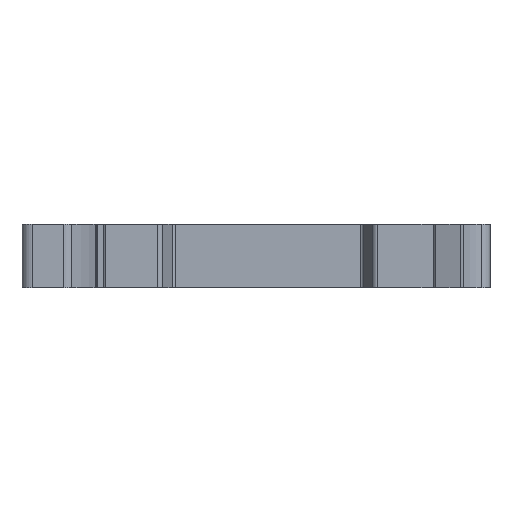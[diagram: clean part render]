
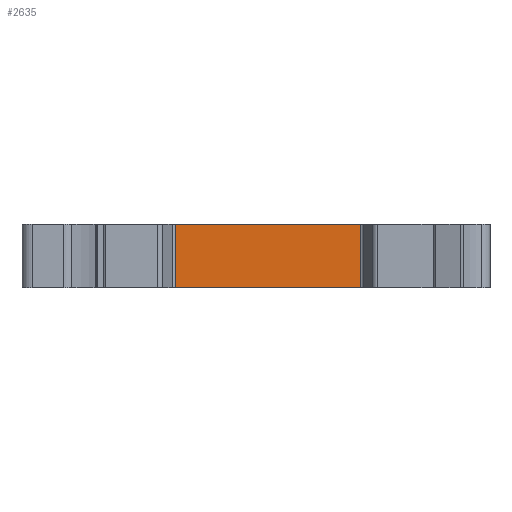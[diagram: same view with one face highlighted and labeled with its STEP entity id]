
A CAD part, front view. The second image highlights one B-rep face of the part: STEP entity #2635.
In plain terms, the highlighted planar face has unit normal (0, -1, 0).
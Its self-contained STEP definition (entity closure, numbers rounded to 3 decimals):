
#49 = DIRECTION ( 'NONE',  ( 0., 1., 0. ) ) ;
#175 = DIRECTION ( 'NONE',  ( 1., 0., 0. ) ) ;
#201 = VERTEX_POINT ( 'NONE', #3751 ) ;
#230 = AXIS2_PLACEMENT_3D ( 'NONE', #6009, #49, #3609 ) ;
#695 = CARTESIAN_POINT ( 'NONE',  ( -8.746, -9.001, -3. ) ) ;
#758 = LINE ( 'NONE', #695, #1961 ) ;
#864 = VECTOR ( 'NONE', #6017, 1000. ) ;
#887 = CARTESIAN_POINT ( 'NONE',  ( 8.746, -9.001, 3. ) ) ;
#1391 = DIRECTION ( 'NONE',  ( 0., 0., -1. ) ) ;
#1394 = ORIENTED_EDGE ( 'NONE', *, *, #4619, .T. ) ;
#1401 = VERTEX_POINT ( 'NONE', #2867 ) ;
#1446 = EDGE_LOOP ( 'NONE', ( #1394, #5140, #4007, #6163 ) ) ;
#1606 = VERTEX_POINT ( 'NONE', #2480 ) ;
#1961 = VECTOR ( 'NONE', #175, 1000. ) ;
#2044 = VECTOR ( 'NONE', #5978, 1000. ) ;
#2058 = CARTESIAN_POINT ( 'NONE',  ( -8.746, -9.001, 3. ) ) ;
#2369 = EDGE_CURVE ( 'NONE', #4140, #201, #3570, .T. ) ;
#2480 = CARTESIAN_POINT ( 'NONE',  ( 8.746, -9.001, 3. ) ) ;
#2592 = PLANE ( 'NONE',  #230 ) ;
#2635 = ADVANCED_FACE ( 'NONE', ( #4670 ), #2592, .F. ) ;
#2867 = CARTESIAN_POINT ( 'NONE',  ( 8.746, -9.001, -3. ) ) ;
#2908 = VECTOR ( 'NONE', #1391, 1000. ) ;
#3116 = CARTESIAN_POINT ( 'NONE',  ( -8.746, -9.001, 3. ) ) ;
#3570 = LINE ( 'NONE', #3116, #864 ) ;
#3609 = DIRECTION ( 'NONE',  ( -1., 0., 0. ) ) ;
#3751 = CARTESIAN_POINT ( 'NONE',  ( -8.746, -9.001, -3. ) ) ;
#4007 = ORIENTED_EDGE ( 'NONE', *, *, #6201, .F. ) ;
#4140 = VERTEX_POINT ( 'NONE', #5352 ) ;
#4619 = EDGE_CURVE ( 'NONE', #201, #1401, #758, .T. ) ;
#4670 = FACE_OUTER_BOUND ( 'NONE', #1446, .T. ) ;
#4696 = LINE ( 'NONE', #2058, #2044 ) ;
#5140 = ORIENTED_EDGE ( 'NONE', *, *, #5853, .F. ) ;
#5352 = CARTESIAN_POINT ( 'NONE',  ( -8.746, -9.001, 3. ) ) ;
#5510 = LINE ( 'NONE', #887, #2908 ) ;
#5853 = EDGE_CURVE ( 'NONE', #1606, #1401, #5510, .T. ) ;
#5978 = DIRECTION ( 'NONE',  ( 1., 0., 0. ) ) ;
#6009 = CARTESIAN_POINT ( 'NONE',  ( -8.746, -9.001, 3. ) ) ;
#6017 = DIRECTION ( 'NONE',  ( 0., 0., -1. ) ) ;
#6163 = ORIENTED_EDGE ( 'NONE', *, *, #2369, .T. ) ;
#6201 = EDGE_CURVE ( 'NONE', #4140, #1606, #4696, .T. ) ;
